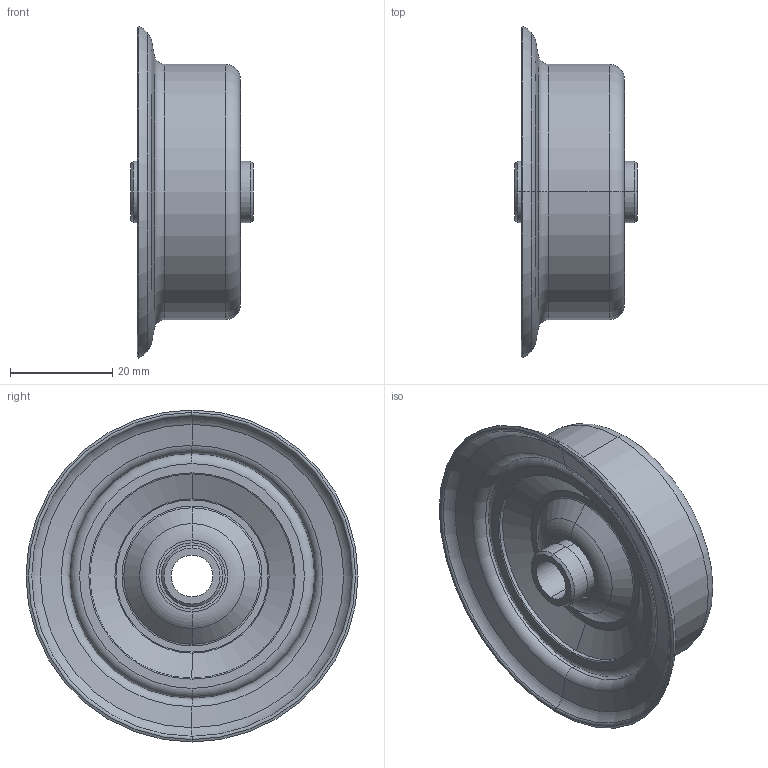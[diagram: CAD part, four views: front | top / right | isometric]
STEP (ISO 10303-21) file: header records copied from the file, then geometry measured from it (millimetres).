
FILE_DESCRIPTION (( 'STEP AP214' ), '1' );
FILE_NAME ('0011549_2450-8.STEP', '2015-01-05T15:35:13', ( '' ), ( '' ), 'SwSTEP 2.0', 'SolidWorks 2014', '' );
FILE_SCHEMA (( 'AUTOMOTIVE_DESIGN' ));
Length unit declared in the file: millimetre
Products named in the file (1): 0011549_2450-8
Bounding box: 24 x 65 x 65 mm (x, y, z)
Volume: 14616.8 mm3; surface area: 27765.6 mm2
Topology: 6 solids, 6 shells, 171 faces, 342 edges, 192 vertices
Faces by surface type: torus 74, cylinder 40, cone 36, plane 21
Entity records: 4561 total; most frequent: DIRECTION 952, CARTESIAN_POINT 706, ORIENTED_EDGE 684, AXIS2_PLACEMENT_3D 438, EDGE_CURVE 342, CIRCLE 266, VERTEX_POINT 192, EDGE_LOOP 192
